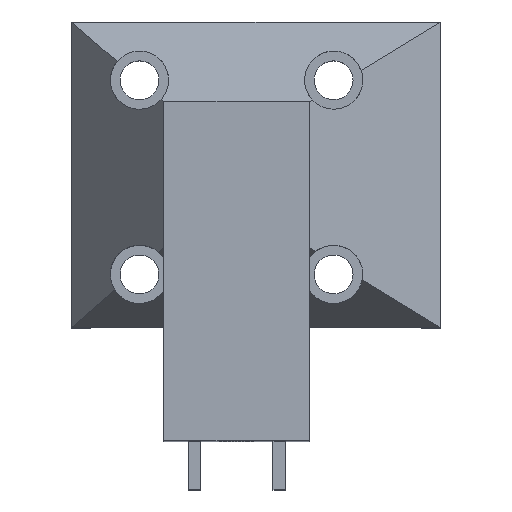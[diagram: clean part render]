
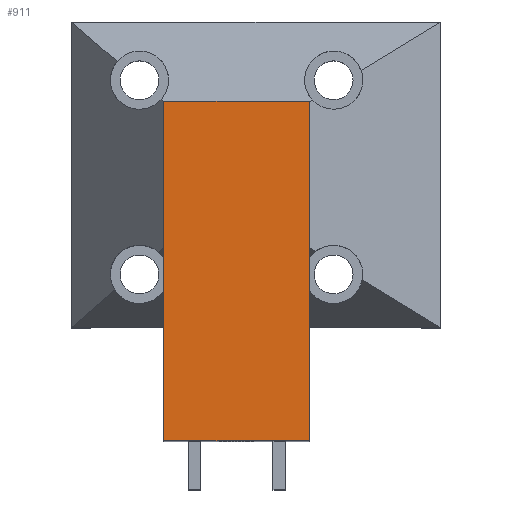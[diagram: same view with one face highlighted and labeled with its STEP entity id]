
A CAD part, top view. The second image highlights one B-rep face of the part: STEP entity #911.
In plain terms, the highlighted planar face has unit normal (0, 0, 1).
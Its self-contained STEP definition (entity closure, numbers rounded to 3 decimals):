
#121=LINE('',#1332,#213);
#154=LINE('',#1400,#246);
#157=LINE('',#1407,#249);
#158=LINE('',#1408,#250);
#213=VECTOR('',#1069,10.);
#246=VECTOR('',#1130,10.);
#249=VECTOR('',#1137,10.);
#250=VECTOR('',#1138,10.);
#313=FACE_OUTER_BOUND('',#364,.T.);
#364=EDGE_LOOP('',(#705,#706,#707,#708));
#433=VERTEX_POINT('',#1328);
#435=VERTEX_POINT('',#1331);
#456=VERTEX_POINT('',#1398);
#458=VERTEX_POINT('',#1406);
#512=EDGE_CURVE('',#435,#433,#121,.T.);
#546=EDGE_CURVE('',#456,#433,#154,.T.);
#549=EDGE_CURVE('',#458,#435,#157,.T.);
#550=EDGE_CURVE('',#458,#456,#158,.T.);
#705=ORIENTED_EDGE('',*,*,#549,.T.);
#706=ORIENTED_EDGE('',*,*,#512,.T.);
#707=ORIENTED_EDGE('',*,*,#546,.F.);
#708=ORIENTED_EDGE('',*,*,#550,.F.);
#872=PLANE('',#983);
#911=ADVANCED_FACE('',(#313),#872,.T.);
#983=AXIS2_PLACEMENT_3D('',#1405,#1135,#1136);
#1069=DIRECTION('',(0.,-1.,0.));
#1130=DIRECTION('',(-1.,0.,0.));
#1135=DIRECTION('center_axis',(0.,0.,1.));
#1136=DIRECTION('ref_axis',(1.,0.,0.));
#1137=DIRECTION('',(-1.,0.,0.));
#1138=DIRECTION('',(0.,-1.,0.));
#1328=CARTESIAN_POINT('',(9.5,-43.25,75.));
#1331=CARTESIAN_POINT('',(9.5,-8.25,75.));
#1332=CARTESIAN_POINT('',(9.5,-8.25,75.));
#1398=CARTESIAN_POINT('',(24.5,-43.25,75.));
#1400=CARTESIAN_POINT('',(24.5,-43.25,75.));
#1405=CARTESIAN_POINT('Origin',(17.,-15.75,75.));
#1406=CARTESIAN_POINT('',(24.5,-8.25,75.));
#1407=CARTESIAN_POINT('',(24.5,-8.25,75.));
#1408=CARTESIAN_POINT('',(24.5,-23.25,75.));
